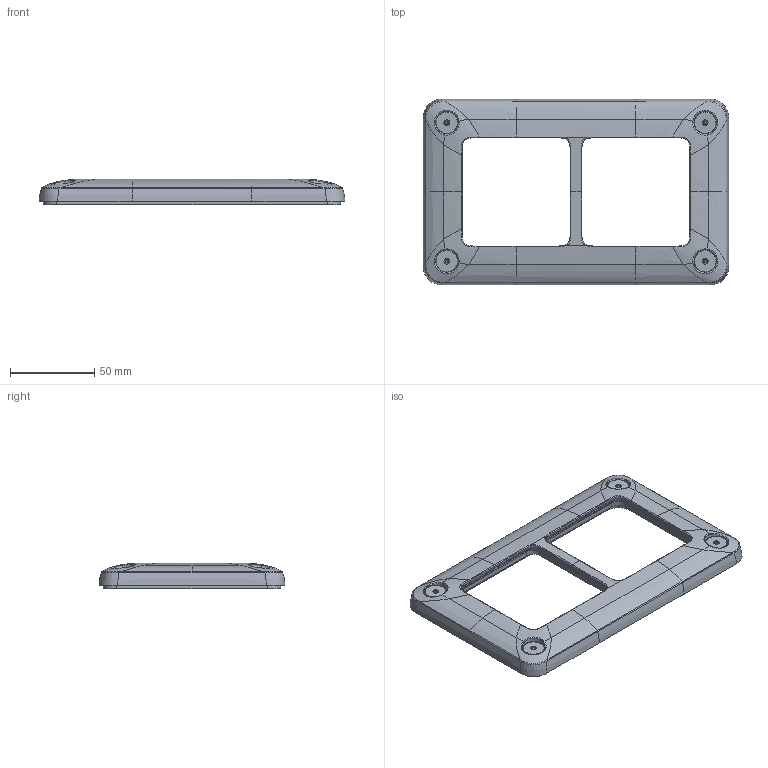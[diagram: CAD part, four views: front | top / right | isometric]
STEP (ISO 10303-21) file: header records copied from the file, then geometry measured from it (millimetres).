
FILE_DESCRIPTION(('CATIA V5 STEP Exchange','CAx-IF Rec.Pracs.--- Model Styling and Organization---1.5--- 2016-08-15','CAx-IF Rec.Pracs.---Supplemental Geometry---1.0---2011-11-01','CAx-IF Rec.Pracs.--- Composite Materials ---1.1---2010-07-15'),'2;1');
FILE_NAME('077852 _AllCATPart.stp','2026-03-11T13:41:22+00:00',('none'),('none'),'CATIA Version 5-6 Release 2024 SP3','CATIA V5 STEP AP214 v3','none');
FILE_SCHEMA(('AUTOMOTIVE_DESIGN { 1 0 10303 214 1 1 1 1 }'));
Products named in the file (1): 077852 _AllCATPart
Bounding box: 181 x 110 x 15 mm (x, y, z)
Volume: 87483.2 mm3; surface area: 92264.2 mm2
Topology: 8 solids, 8 shells, 4471 faces, 11070 edges, 6417 vertices
Faces by surface type: plane 1684, bspline 1180, cylinder 1139, sphere 218, cone 171, torus 79
Entity records: 198358 total; most frequent: CARTESIAN_POINT 110578, ORIENTED_EDGE 21652, DIRECTION 11602, EDGE_CURVE 10826, VERTEX_POINT 6417, VECTOR 4723, LINE 4723, EDGE_LOOP 4567
